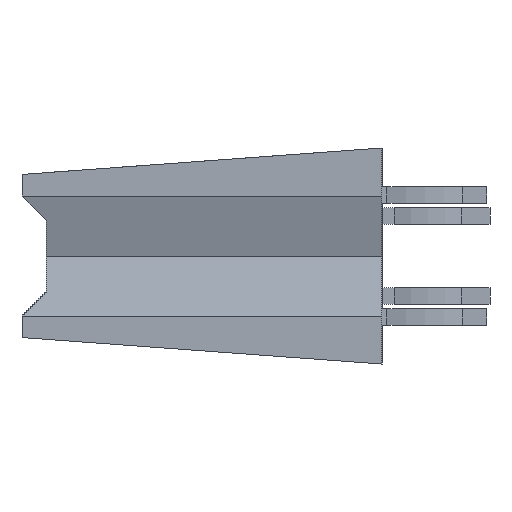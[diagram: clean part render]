
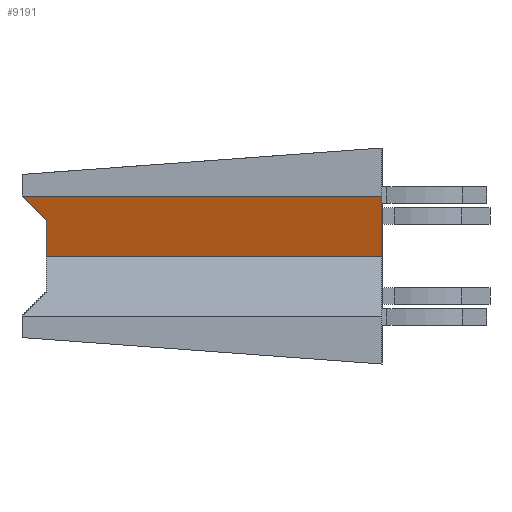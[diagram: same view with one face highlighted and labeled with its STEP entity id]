
A CAD part, left-side view. The second image highlights one B-rep face of the part: STEP entity #9191.
In plain terms, the highlighted planar face has unit normal (-0.952, 0, -0.305).
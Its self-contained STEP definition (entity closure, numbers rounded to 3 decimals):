
#1=DIRECTION('',(0.,1.,0.));
#2=VECTOR('',#1,15.);
#3=CARTESIAN_POINT('',(-19.85,0.,2.5));
#4=LINE('',#3,#2);
#33=DIRECTION('',(-0.305,0.,0.952));
#34=VECTOR('',#33,1.575);
#35=CARTESIAN_POINT('',(-19.05,14.,0.));
#36=LINE('',#35,#34);
#37=DIRECTION('',(-0.221,0.69,0.69));
#38=VECTOR('',#37,1.45);
#39=CARTESIAN_POINT('',(-19.53,14.,1.5));
#40=LINE('',#39,#38);
#1027=DIRECTION('',(0.305,0.,-0.952));
#1028=VECTOR('',#1027,2.625);
#1029=CARTESIAN_POINT('',(-19.85,0.,2.5));
#1030=LINE('',#1029,#1028);
#2209=DIRECTION('',(0.,-1.,0.));
#2210=VECTOR('',#2209,14.);
#2211=CARTESIAN_POINT('',(-19.05,14.,0.));
#2212=LINE('',#2211,#2210);
#6977=CARTESIAN_POINT('',(-19.85,0.,2.5));
#6978=CARTESIAN_POINT('',(-19.05,0.,0.));
#6979=VERTEX_POINT('',#6977);
#6980=VERTEX_POINT('',#6978);
#6989=CARTESIAN_POINT('',(-19.05,14.,0.));
#6990=CARTESIAN_POINT('',(-19.53,14.,1.5));
#6991=VERTEX_POINT('',#6989);
#6992=VERTEX_POINT('',#6990);
#6993=CARTESIAN_POINT('',(-19.85,15.,2.5));
#6994=VERTEX_POINT('',#6993);
#9175=CARTESIAN_POINT('',(-19.85,15.,2.5));
#9176=DIRECTION('',(0.952,0.,0.305));
#9177=DIRECTION('',(0.305,0.,-0.952));
#9178=AXIS2_PLACEMENT_3D('',#9175,#9176,#9177);
#9179=PLANE('',#9178);
#9181=ORIENTED_EDGE('',*,*,#9180,.T.);
#9183=ORIENTED_EDGE('',*,*,#9182,.T.);
#9184=ORIENTED_EDGE('',*,*,#9148,.F.);
#9186=ORIENTED_EDGE('',*,*,#9185,.T.);
#9188=ORIENTED_EDGE('',*,*,#9187,.F.);
#9189=EDGE_LOOP('',(#9181,#9183,#9184,#9186,#9188));
#9190=FACE_OUTER_BOUND('',#9189,.F.);
#9191=ADVANCED_FACE('',(#9190),#9179,.F.);
#9148=EDGE_CURVE('',#6979,#6994,#4,.T.);
#9180=EDGE_CURVE('',#6991,#6992,#36,.T.);
#9182=EDGE_CURVE('',#6992,#6994,#40,.T.);
#9185=EDGE_CURVE('',#6979,#6980,#1030,.T.);
#9187=EDGE_CURVE('',#6991,#6980,#2212,.T.);
